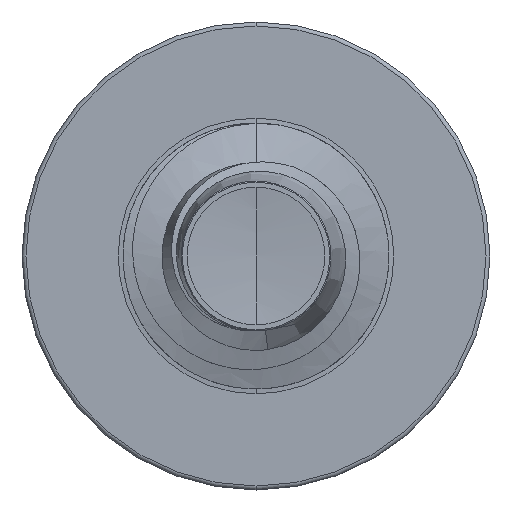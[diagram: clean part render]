
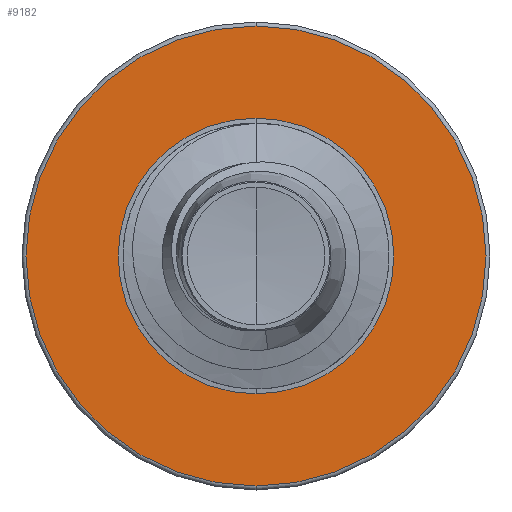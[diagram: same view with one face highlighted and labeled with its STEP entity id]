
A CAD part, front view. The second image highlights one B-rep face of the part: STEP entity #9182.
In plain terms, the highlighted planar face has unit normal (0, -1, 0).
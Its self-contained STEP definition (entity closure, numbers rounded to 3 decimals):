
#200 = VERTEX_POINT ( 'NONE', #11263 ) ;
#990 = CARTESIAN_POINT ( 'NONE',  ( 0., 5., 2.163 ) ) ;
#992 = DIRECTION ( 'NONE',  ( 0., 0., 1. ) ) ;
#1030 = DIRECTION ( 'NONE',  ( 0., 1., 0. ) ) ;
#1069 = CARTESIAN_POINT ( 'NONE',  ( 0., 5., 0. ) ) ;
#1242 = VERTEX_POINT ( 'NONE', #5138 ) ;
#1726 = CIRCLE ( 'NONE', #5528, 1.296 ) ;
#2242 = CIRCLE ( 'NONE', #5641, 2.163 ) ;
#2684 = CIRCLE ( 'NONE', #5751, 1.296 ) ;
#3390 = FACE_BOUND ( 'NONE', #11572, .T. ) ;
#3826 = FACE_OUTER_BOUND ( 'NONE', #12520, .T. ) ;
#4033 = DIRECTION ( 'NONE',  ( 0., 0., 1. ) ) ;
#4034 = DIRECTION ( 'NONE',  ( 0., 1., 0. ) ) ;
#4052 = CARTESIAN_POINT ( 'NONE',  ( 0., 5., 0. ) ) ;
#4246 = AXIS2_PLACEMENT_3D ( 'NONE', #7485, #7482, #7467 ) ;
#4403 = DIRECTION ( 'NONE',  ( 0., 0., 1. ) ) ;
#4424 = DIRECTION ( 'NONE',  ( 0., 1., 0. ) ) ;
#4442 = CARTESIAN_POINT ( 'NONE',  ( 0., 5., 0. ) ) ;
#5138 = CARTESIAN_POINT ( 'NONE',  ( 0., 5., -1.296 ) ) ;
#5260 = AXIS2_PLACEMENT_3D ( 'NONE', #6866, #6671, #6389 ) ;
#5341 = ORIENTED_EDGE ( 'NONE', *, *, #10207, .F. ) ;
#5528 = AXIS2_PLACEMENT_3D ( 'NONE', #4052, #4034, #4033 ) ;
#5641 = AXIS2_PLACEMENT_3D ( 'NONE', #4442, #4424, #4403 ) ;
#5714 = ORIENTED_EDGE ( 'NONE', *, *, #8675, .T. ) ;
#5751 = AXIS2_PLACEMENT_3D ( 'NONE', #1069, #1030, #992 ) ;
#6388 = VERTEX_POINT ( 'NONE', #990 ) ;
#6389 = DIRECTION ( 'NONE',  ( 0., 0., 1. ) ) ;
#6671 = DIRECTION ( 'NONE',  ( 0., 1., 0. ) ) ;
#6787 = PLANE ( 'NONE',  #5260 ) ;
#6866 = CARTESIAN_POINT ( 'NONE',  ( 0., 5., -1.296 ) ) ;
#7144 = CARTESIAN_POINT ( 'NONE',  ( 0., 5., 1.296 ) ) ;
#7467 = DIRECTION ( 'NONE',  ( 0., 0., 1. ) ) ;
#7482 = DIRECTION ( 'NONE',  ( 0., 1., 0. ) ) ;
#7485 = CARTESIAN_POINT ( 'NONE',  ( 0., 5., 0. ) ) ;
#7845 = VERTEX_POINT ( 'NONE', #7144 ) ;
#8180 = ORIENTED_EDGE ( 'NONE', *, *, #8794, .F. ) ;
#8675 = EDGE_CURVE ( 'NONE', #1242, #7845, #2684, .T. ) ;
#8794 = EDGE_CURVE ( 'NONE', #200, #6388, #2242, .T. ) ;
#8849 = EDGE_CURVE ( 'NONE', #7845, #1242, #1726, .T. ) ;
#9182 = ADVANCED_FACE ( 'NONE', ( #3826, #3390 ), #6787, .F. ) ;
#9602 = CIRCLE ( 'NONE', #4246, 2.163 ) ;
#10207 = EDGE_CURVE ( 'NONE', #6388, #200, #9602, .T. ) ;
#11263 = CARTESIAN_POINT ( 'NONE',  ( 0., 5., -2.162 ) ) ;
#11572 = EDGE_LOOP ( 'NONE', ( #12165, #5714 ) ) ;
#12165 = ORIENTED_EDGE ( 'NONE', *, *, #8849, .T. ) ;
#12520 = EDGE_LOOP ( 'NONE', ( #5341, #8180 ) ) ;
